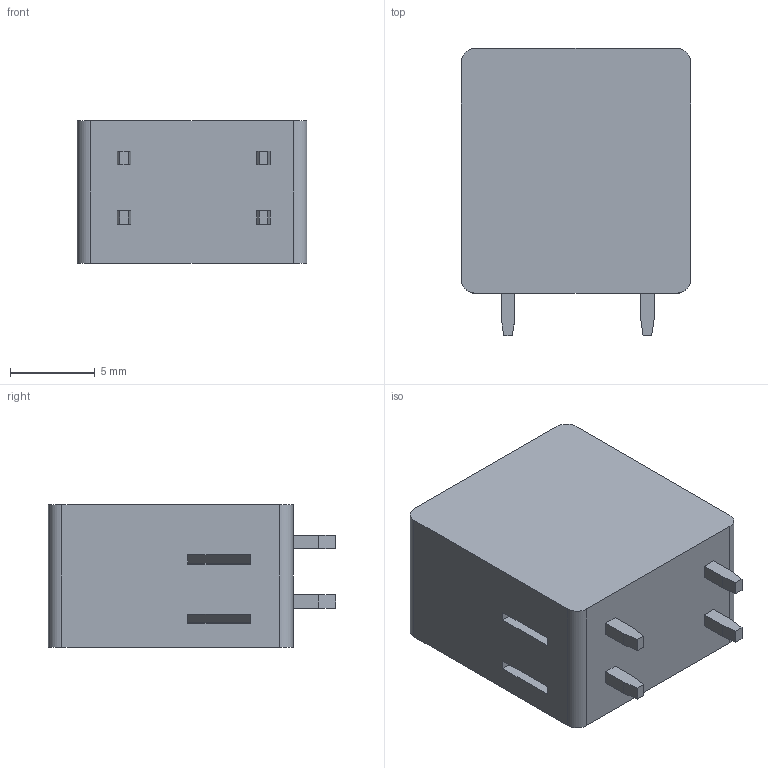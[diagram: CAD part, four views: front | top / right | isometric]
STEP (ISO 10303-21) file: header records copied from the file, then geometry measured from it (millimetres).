
FILE_DESCRIPTION((''),'2;1');
FILE_NAME('PRT0005','2024-09-24T',('sj'),(''),'PRO/ENGINEER BY PARAMETRIC TECHNOLOGY CORPORATION, 2013240','PRO/ENGINEER BY PARAMETRIC TECHNOLOGY CORPORATION, 2013240','');
FILE_SCHEMA(('AUTOMOTIVE_DESIGN_CC2 { 1 2 10303 214 -1 1 5 2 }'));
Length unit declared in the file: millimetre
Products named in the file (1): PRT0005
Bounding box: 13.5 x 16.9 x 8.4 mm (x, y, z)
Volume: 1573.5 mm3; surface area: 956.2 mm2
Topology: 1 solids, 1 shells, 140 faces, 346 edges, 222 vertices
Faces by surface type: plane 78, cylinder 44, bspline 8, torus 6, cone 4
Entity records: 4528 total; most frequent: CARTESIAN_POINT 1222, ORIENTED_EDGE 692, DIRECTION 656, EDGE_CURVE 346, VERTEX_POINT 222, AXIS2_PLACEMENT_3D 220, VECTOR 216, LINE 216
